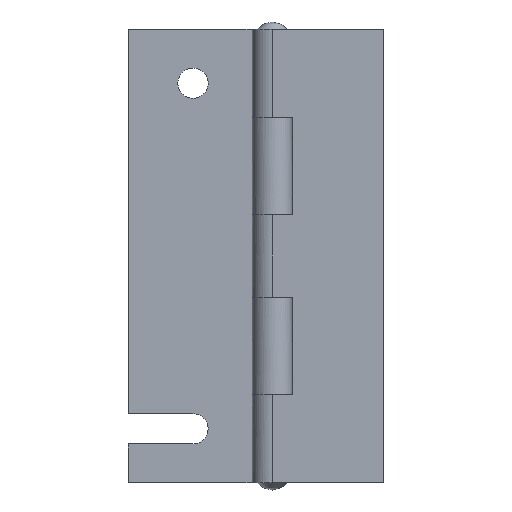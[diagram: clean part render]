
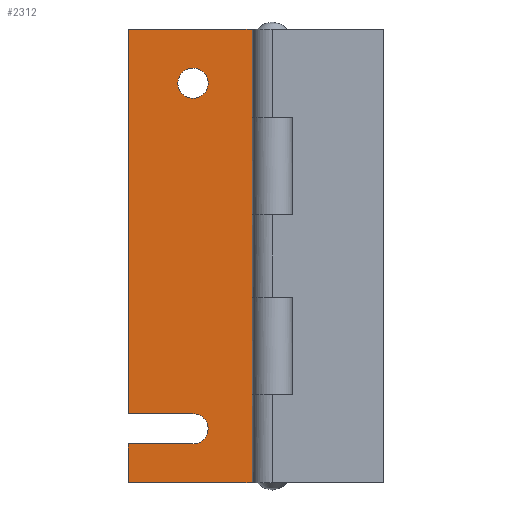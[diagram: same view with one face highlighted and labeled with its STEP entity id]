
A CAD part, front view. The second image highlights one B-rep face of the part: STEP entity #2312.
In plain terms, the highlighted free-form (B-spline) face has degree [1, 1] with [2, 2] control points.
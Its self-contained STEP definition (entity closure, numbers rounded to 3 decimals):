
#1322=CARTESIAN_POINT('',(-11.0,1.75,57.6));
#1323=VERTEX_POINT('',#1322);
#1324=CARTESIAN_POINT('',(-13.094,1.75,55.665));
#1325=VERTEX_POINT('',#1324);
#1326=CARTESIAN_POINT('',(-11.0,1.75,57.6));
#1327=CARTESIAN_POINT('',(-12.941,1.75,57.6));
#1328=CARTESIAN_POINT('',(-13.094,1.75,55.665));
#1336=(BOUNDED_CURVE()B_SPLINE_CURVE(2,(#1326,#1327,#1328),.UNSPECIFIED.,.F.,.U.)B_SPLINE_CURVE_WITH_KNOTS((3,3),(0.0,0.236),.UNSPECIFIED.)CURVE()GEOMETRIC_REPRESENTATION_ITEM()RATIONAL_B_SPLINE_CURVE((1.0,0.723,0.97))REPRESENTATION_ITEM(''));
#1337=EDGE_CURVE('',#1323,#1325,#1336,.T.);
#1378=CARTESIAN_POINT('',(-8.906,1.75,55.335));
#1379=VERTEX_POINT('',#1378);
#1385=CARTESIAN_POINT('',(-8.906,1.75,55.335));
#1386=CARTESIAN_POINT('',(-8.9,1.75,55.417));
#1387=CARTESIAN_POINT('',(-8.9,1.75,55.5));
#1388=CARTESIAN_POINT('',(-8.9,1.75,57.6));
#1389=CARTESIAN_POINT('',(-11.0,1.75,57.6));
#1397=(BOUNDED_CURVE()B_SPLINE_CURVE(2,(#1385,#1386,#1387,#1388,#1389),.UNSPECIFIED.,.F.,.U.)B_SPLINE_CURVE_WITH_KNOTS((3,2,3),(0.736,0.75,1.0),.UNSPECIFIED.)CURVE()GEOMETRIC_REPRESENTATION_ITEM()RATIONAL_B_SPLINE_CURVE((0.97,0.984,1.0,0.707,1.0))REPRESENTATION_ITEM(''));
#1398=EDGE_CURVE('',#1379,#1323,#1397,.T.);
#1421=CARTESIAN_POINT('',(-11.0,1.75,53.4));
#1422=VERTEX_POINT('',#1421);
#1423=CARTESIAN_POINT('',(-13.094,1.75,55.665));
#1424=CARTESIAN_POINT('',(-13.1,1.75,55.583));
#1425=CARTESIAN_POINT('',(-13.1,1.75,55.5));
#1426=CARTESIAN_POINT('',(-13.1,1.75,53.4));
#1427=CARTESIAN_POINT('',(-11.0,1.75,53.4));
#1435=(BOUNDED_CURVE()B_SPLINE_CURVE(2,(#1423,#1424,#1425,#1426,#1427),.UNSPECIFIED.,.F.,.U.)B_SPLINE_CURVE_WITH_KNOTS((3,2,3),(0.236,0.25,0.5),.UNSPECIFIED.)CURVE()GEOMETRIC_REPRESENTATION_ITEM()RATIONAL_B_SPLINE_CURVE((0.97,0.984,1.0,0.707,1.0))REPRESENTATION_ITEM(''));
#1436=EDGE_CURVE('',#1325,#1422,#1435,.T.);
#1438=CARTESIAN_POINT('',(-11.0,1.75,53.4));
#1439=CARTESIAN_POINT('',(-9.059,1.75,53.4));
#1440=CARTESIAN_POINT('',(-8.906,1.75,55.335));
#1448=(BOUNDED_CURVE()B_SPLINE_CURVE(2,(#1438,#1439,#1440),.UNSPECIFIED.,.F.,.U.)B_SPLINE_CURVE_WITH_KNOTS((3,3),(0.5,0.736),.UNSPECIFIED.)CURVE()GEOMETRIC_REPRESENTATION_ITEM()RATIONAL_B_SPLINE_CURVE((1.0,0.723,0.97))REPRESENTATION_ITEM(''));
#1449=EDGE_CURVE('',#1422,#1379,#1448,.T.);
#1491=CARTESIAN_POINT('',(-2.8,1.75,25.75));
#1492=VERTEX_POINT('',#1491);
#1493=CARTESIAN_POINT('',(0.0,1.75,25.75));
#1494=VERTEX_POINT('',#1493);
#1495=CARTESIAN_POINT('',(-2.8,1.75,25.75));
#1496=CARTESIAN_POINT('',(0.0,1.75,25.75));
#1497=QUASI_UNIFORM_CURVE('',1,(#1495,#1496),.UNSPECIFIED.,.F.,.U.);
#1498=EDGE_CURVE('',#1492,#1494,#1497,.T.);
#1569=CARTESIAN_POINT('',(0.0,1.75,37.25));
#1570=VERTEX_POINT('',#1569);
#1571=CARTESIAN_POINT('',(-2.8,1.75,37.25));
#1572=VERTEX_POINT('',#1571);
#1573=CARTESIAN_POINT('',(0.0,1.75,37.25));
#1574=CARTESIAN_POINT('',(-2.8,1.75,37.25));
#1575=QUASI_UNIFORM_CURVE('',1,(#1573,#1574),.UNSPECIFIED.,.F.,.U.);
#1576=EDGE_CURVE('',#1570,#1572,#1575,.T.);
#1647=CARTESIAN_POINT('',(-2.8,1.75,37.25));
#1648=CARTESIAN_POINT('',(-2.8,1.75,25.75));
#1649=QUASI_UNIFORM_CURVE('',1,(#1647,#1648),.UNSPECIFIED.,.F.,.U.);
#1650=EDGE_CURVE('',#1572,#1492,#1649,.T.);
#1667=CARTESIAN_POINT('',(-2.8,1.75,12.25));
#1668=VERTEX_POINT('',#1667);
#1669=CARTESIAN_POINT('',(-2.8,1.75,0.0));
#1670=VERTEX_POINT('',#1669);
#1671=CARTESIAN_POINT('',(-2.8,1.75,12.25));
#1672=CARTESIAN_POINT('',(-2.8,1.75,0.0));
#1673=QUASI_UNIFORM_CURVE('',1,(#1671,#1672),.UNSPECIFIED.,.F.,.U.);
#1674=EDGE_CURVE('',#1668,#1670,#1673,.T.);
#1703=CARTESIAN_POINT('',(0.0,1.75,12.25));
#1704=VERTEX_POINT('',#1703);
#1705=CARTESIAN_POINT('',(0.0,1.75,12.25));
#1706=CARTESIAN_POINT('',(-2.8,1.75,12.25));
#1707=QUASI_UNIFORM_CURVE('',1,(#1705,#1706),.UNSPECIFIED.,.F.,.U.);
#1708=EDGE_CURVE('',#1704,#1668,#1707,.T.);
#1773=CARTESIAN_POINT('',(-2.8,1.75,63.0));
#1774=VERTEX_POINT('',#1773);
#1775=CARTESIAN_POINT('',(-2.8,1.75,50.75));
#1776=VERTEX_POINT('',#1775);
#1777=CARTESIAN_POINT('',(-2.8,1.75,63.0));
#1778=CARTESIAN_POINT('',(-2.8,1.75,50.75));
#1779=QUASI_UNIFORM_CURVE('',1,(#1777,#1778),.UNSPECIFIED.,.F.,.U.);
#1780=EDGE_CURVE('',#1774,#1776,#1779,.T.);
#1809=CARTESIAN_POINT('',(0.0,1.75,50.75));
#1810=VERTEX_POINT('',#1809);
#1811=CARTESIAN_POINT('',(-2.8,1.75,50.75));
#1812=CARTESIAN_POINT('',(0.0,1.75,50.75));
#1813=QUASI_UNIFORM_CURVE('',1,(#1811,#1812),.UNSPECIFIED.,.F.,.U.);
#1814=EDGE_CURVE('',#1776,#1810,#1813,.T.);
#1888=CARTESIAN_POINT('',(-20.0,1.75,5.4));
#1889=VERTEX_POINT('',#1888);
#1895=CARTESIAN_POINT('',(-11.0,1.75,5.4));
#1896=VERTEX_POINT('',#1895);
#1897=CARTESIAN_POINT('',(-20.0,1.75,5.4));
#1898=CARTESIAN_POINT('',(-11.0,1.75,5.4));
#1899=QUASI_UNIFORM_CURVE('',1,(#1897,#1898),.UNSPECIFIED.,.F.,.U.);
#1900=EDGE_CURVE('',#1889,#1896,#1899,.T.);
#1924=CARTESIAN_POINT('',(-11.0,1.75,9.6));
#1925=VERTEX_POINT('',#1924);
#1931=CARTESIAN_POINT('',(-20.0,1.75,9.6));
#1932=VERTEX_POINT('',#1931);
#1933=CARTESIAN_POINT('',(-11.0,1.75,9.6));
#1934=CARTESIAN_POINT('',(-20.0,1.75,9.6));
#1935=QUASI_UNIFORM_CURVE('',1,(#1933,#1934),.UNSPECIFIED.,.F.,.U.);
#1936=EDGE_CURVE('',#1925,#1932,#1935,.T.);
#1980=CARTESIAN_POINT('',(-11.0,1.75,5.4));
#1981=CARTESIAN_POINT('',(-8.9,1.75,5.4));
#1982=CARTESIAN_POINT('',(-8.9,1.75,7.5));
#1983=CARTESIAN_POINT('',(-8.9,1.75,9.6));
#1984=CARTESIAN_POINT('',(-11.0,1.75,9.6));
#1992=(BOUNDED_CURVE()B_SPLINE_CURVE(2,(#1980,#1981,#1982,#1983,#1984),.UNSPECIFIED.,.F.,.U.)B_SPLINE_CURVE_WITH_KNOTS((3,2,3),(0.0,0.5,1.0),.UNSPECIFIED.)CURVE()GEOMETRIC_REPRESENTATION_ITEM()RATIONAL_B_SPLINE_CURVE((1.0,0.707,1.0,0.707,1.0))REPRESENTATION_ITEM(''));
#1993=EDGE_CURVE('',#1896,#1925,#1992,.T.);
#2012=CARTESIAN_POINT('',(-20.0,1.75,0.0));
#2013=VERTEX_POINT('',#2012);
#2019=CARTESIAN_POINT('',(-20.0,1.75,5.4));
#2020=CARTESIAN_POINT('',(-20.0,1.75,0.0));
#2021=QUASI_UNIFORM_CURVE('',1,(#2019,#2020),.UNSPECIFIED.,.F.,.U.);
#2022=EDGE_CURVE('',#1889,#2013,#2021,.T.);
#2033=CARTESIAN_POINT('',(-20.0,1.75,63.0));
#2034=VERTEX_POINT('',#2033);
#2035=CARTESIAN_POINT('',(-20.0,1.75,63.0));
#2036=CARTESIAN_POINT('',(-20.0,1.75,9.6));
#2037=QUASI_UNIFORM_CURVE('',1,(#2035,#2036),.UNSPECIFIED.,.F.,.U.);
#2038=EDGE_CURVE('',#2034,#1932,#2037,.T.);
#2067=CARTESIAN_POINT('',(-20.0,1.75,63.0));
#2068=CARTESIAN_POINT('',(-2.8,1.75,63.0));
#2069=QUASI_UNIFORM_CURVE('',1,(#2067,#2068),.UNSPECIFIED.,.F.,.U.);
#2070=EDGE_CURVE('',#2034,#1774,#2069,.T.);
#2086=CARTESIAN_POINT('',(-20.0,1.75,0.0));
#2087=CARTESIAN_POINT('',(-2.8,1.75,0.0));
#2088=QUASI_UNIFORM_CURVE('',1,(#2086,#2087),.UNSPECIFIED.,.F.,.U.);
#2089=EDGE_CURVE('',#2013,#1670,#2088,.T.);
#2236=CARTESIAN_POINT('',(0.0,1.75,25.75));
#2237=CARTESIAN_POINT('',(0.0,1.75,12.25));
#2238=QUASI_UNIFORM_CURVE('',1,(#2236,#2237),.UNSPECIFIED.,.F.,.U.);
#2239=EDGE_CURVE('',#1494,#1704,#2238,.T.);
#2275=CARTESIAN_POINT('',(0.0,1.75,50.75));
#2276=CARTESIAN_POINT('',(0.0,1.75,37.25));
#2277=QUASI_UNIFORM_CURVE('',1,(#2275,#2276),.UNSPECIFIED.,.F.,.U.);
#2278=EDGE_CURVE('',#1810,#1570,#2277,.T.);
#2283=CARTESIAN_POINT('',(-20.999,1.75,-3.147));
#2284=CARTESIAN_POINT('',(-20.999,1.75,66.147));
#2285=CARTESIAN_POINT('',(0.999,1.75,-3.147));
#2286=CARTESIAN_POINT('',(0.999,1.75,66.147));
#2287=B_SPLINE_SURFACE_WITH_KNOTS('',1,1,((#2283,#2285),(#2284,#2286)),.UNSPECIFIED.,.F.,.F.,.U.,(2,2),(2,2),(0.0,69.294),(0.0,21.998),.UNSPECIFIED.);
#2288=ORIENTED_EDGE('',*,*,#1576,.F.);
#2289=ORIENTED_EDGE('',*,*,#2278,.F.);
#2290=ORIENTED_EDGE('',*,*,#1814,.F.);
#2291=ORIENTED_EDGE('',*,*,#1780,.F.);
#2292=ORIENTED_EDGE('',*,*,#2070,.F.);
#2293=ORIENTED_EDGE('',*,*,#2038,.T.);
#2294=ORIENTED_EDGE('',*,*,#1936,.F.);
#2295=ORIENTED_EDGE('',*,*,#1993,.F.);
#2296=ORIENTED_EDGE('',*,*,#1900,.F.);
#2297=ORIENTED_EDGE('',*,*,#2022,.T.);
#2298=ORIENTED_EDGE('',*,*,#2089,.T.);
#2299=ORIENTED_EDGE('',*,*,#1674,.F.);
#2300=ORIENTED_EDGE('',*,*,#1708,.F.);
#2301=ORIENTED_EDGE('',*,*,#2239,.F.);
#2302=ORIENTED_EDGE('',*,*,#1498,.F.);
#2303=ORIENTED_EDGE('',*,*,#1650,.F.);
#2304=EDGE_LOOP('',(#2288,#2289,#2290,#2291,#2292,#2293,#2294,#2295,#2296,#2297,#2298,#2299,#2300,#2301,#2302,#2303));
#2305=FACE_OUTER_BOUND('',#2304,.T.);
#2306=ORIENTED_EDGE('',*,*,#1449,.F.);
#2307=ORIENTED_EDGE('',*,*,#1436,.F.);
#2308=ORIENTED_EDGE('',*,*,#1337,.F.);
#2309=ORIENTED_EDGE('',*,*,#1398,.F.);
#2310=EDGE_LOOP('',(#2306,#2307,#2308,#2309));
#2311=FACE_BOUND('',#2310,.T.);
#2312=ADVANCED_FACE('',(#2305,#2311),#2287,.F.);
